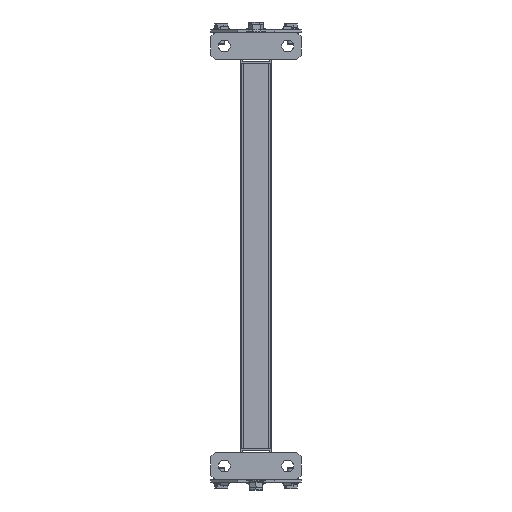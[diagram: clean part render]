
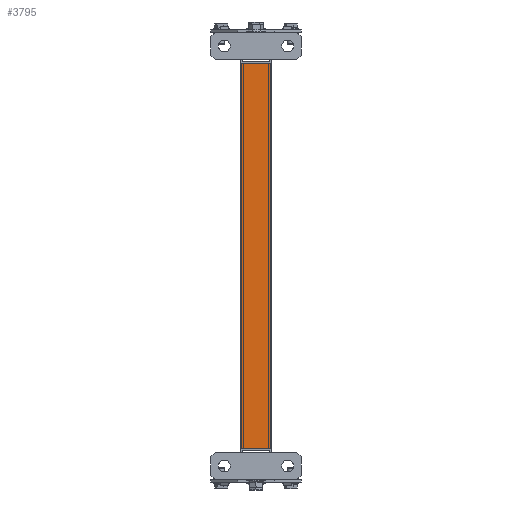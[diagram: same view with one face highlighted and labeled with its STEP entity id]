
A CAD part, front view. The second image highlights one B-rep face of the part: STEP entity #3795.
In plain terms, the highlighted face is planar.
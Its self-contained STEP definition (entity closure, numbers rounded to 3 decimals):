
#300 = ORIENTED_EDGE ( 'NONE', *, *, #8071, .T. ) ;
#375 = CARTESIAN_POINT ( 'NONE',  ( -16., 0., 17. ) ) ;
#492 = PLANE ( 'NONE',  #10197 ) ;
#544 = DIRECTION ( 'NONE',  ( -1., 0., 0. ) ) ;
#629 = EDGE_CURVE ( 'NONE', #7135, #8152, #3659, .T. ) ;
#1532 = EDGE_CURVE ( 'NONE', #8938, #5310, #9879, .T. ) ;
#1564 = DIRECTION ( 'NONE',  ( 1., 0., 0. ) ) ;
#2886 = ORIENTED_EDGE ( 'NONE', *, *, #1532, .T. ) ;
#3644 = CARTESIAN_POINT ( 'NONE',  ( 16., 0., 17. ) ) ;
#3659 = LINE ( 'NONE', #9306, #7497 ) ;
#3777 = DIRECTION ( 'NONE',  ( 0., 0., -1. ) ) ;
#3795 = ADVANCED_FACE ( 'NONE', ( #7935 ), #492, .F. ) ;
#4042 = VECTOR ( 'NONE', #1564, 1000. ) ;
#4462 = CARTESIAN_POINT ( 'NONE',  ( 16., 426., 17. ) ) ;
#5310 = VERTEX_POINT ( 'NONE', #3644 ) ;
#5590 = EDGE_CURVE ( 'NONE', #7135, #8938, #8647, .T. ) ;
#6050 = DIRECTION ( 'NONE',  ( 1., 0., 0. ) ) ;
#6155 = DIRECTION ( 'NONE',  ( 0., -1., 0. ) ) ;
#6420 = VECTOR ( 'NONE', #6155, 1000. ) ;
#6886 = CARTESIAN_POINT ( 'NONE',  ( -16., 426., 17. ) ) ;
#7135 = VERTEX_POINT ( 'NONE', #6886 ) ;
#7197 = CARTESIAN_POINT ( 'NONE',  ( -17., 0., 17. ) ) ;
#7420 = ORIENTED_EDGE ( 'NONE', *, *, #5590, .T. ) ;
#7497 = VECTOR ( 'NONE', #6050, 1000. ) ;
#7886 = CARTESIAN_POINT ( 'NONE',  ( -17., 426., 17. ) ) ;
#7935 = FACE_OUTER_BOUND ( 'NONE', #10338, .T. ) ;
#8071 = EDGE_CURVE ( 'NONE', #5310, #8152, #9403, .T. ) ;
#8152 = VERTEX_POINT ( 'NONE', #10606 ) ;
#8647 = LINE ( 'NONE', #10293, #6420 ) ;
#8938 = VERTEX_POINT ( 'NONE', #375 ) ;
#9306 = CARTESIAN_POINT ( 'NONE',  ( -17., 426., 17. ) ) ;
#9403 = LINE ( 'NONE', #4462, #9987 ) ;
#9502 = DIRECTION ( 'NONE',  ( 0., 1., 0. ) ) ;
#9879 = LINE ( 'NONE', #7197, #4042 ) ;
#9987 = VECTOR ( 'NONE', #9502, 1000. ) ;
#10147 = ORIENTED_EDGE ( 'NONE', *, *, #629, .F. ) ;
#10197 = AXIS2_PLACEMENT_3D ( 'NONE', #7886, #3777, #544 ) ;
#10293 = CARTESIAN_POINT ( 'NONE',  ( -16., 426., 17. ) ) ;
#10338 = EDGE_LOOP ( 'NONE', ( #2886, #300, #10147, #7420 ) ) ;
#10606 = CARTESIAN_POINT ( 'NONE',  ( 16., 426., 17. ) ) ;
